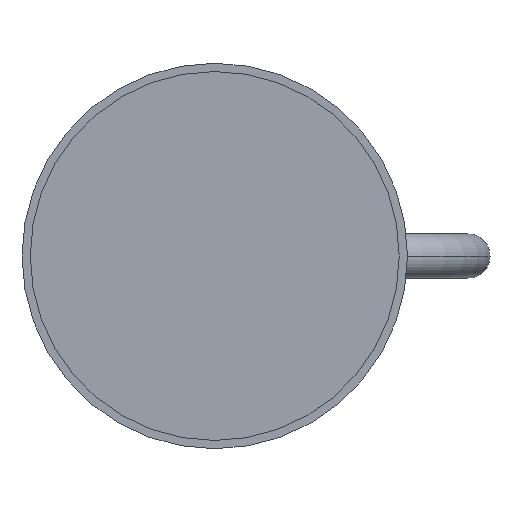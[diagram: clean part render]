
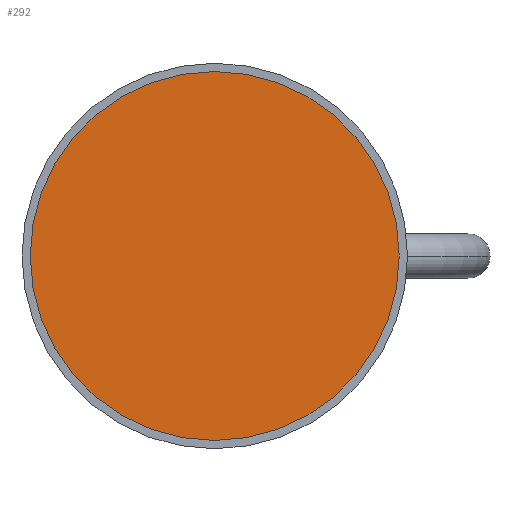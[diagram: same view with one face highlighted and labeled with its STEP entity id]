
A CAD part, left-side view. The second image highlights one B-rep face of the part: STEP entity #292.
In plain terms, the highlighted planar face has unit normal (-1, 0, 0).
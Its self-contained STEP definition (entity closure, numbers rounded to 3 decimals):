
#48 = CARTESIAN_POINT ( 'NONE',  ( -1.5, 0., 0. ) ) ;
#49 = DIRECTION ( 'NONE',  ( -1., 0., 0. ) ) ;
#50 = DIRECTION ( 'NONE',  ( 0., 0., -1. ) ) ;
#120 = CARTESIAN_POINT ( 'NONE',  ( -1.5, 0., 0. ) ) ;
#121 = DIRECTION ( 'NONE',  ( -1., 0., 0. ) ) ;
#122 = DIRECTION ( 'NONE',  ( 0., 0., -1. ) ) ;
#292 = ADVANCED_FACE ( 'NONE', ( #1362 ), #319, .F. ) ;
#317 = CARTESIAN_POINT ( 'NONE',  ( -1.5, 0., -16.5 ) ) ;
#319 = PLANE ( 'NONE',  #561 ) ;
#322 = DIRECTION ( 'NONE',  ( 1., 0., 0. ) ) ;
#323 = DIRECTION ( 'NONE',  ( 0., 0., -1. ) ) ;
#516 = AXIS2_PLACEMENT_3D ( 'NONE', #48, #49, #50 ) ;
#552 = EDGE_CURVE ( 'NONE', #1021, #1020, #1281, .T. ) ;
#561 = AXIS2_PLACEMENT_3D ( 'NONE', #317, #322, #323 ) ;
#605 = EDGE_CURVE ( 'NONE', #1020, #1021, #1406, .T. ) ;
#711 = AXIS2_PLACEMENT_3D ( 'NONE', #120, #121, #122 ) ;
#1020 = VERTEX_POINT ( 'NONE', #1596 ) ;
#1021 = VERTEX_POINT ( 'NONE', #1597 ) ;
#1243 = EDGE_LOOP ( 'NONE', ( #1432, #1477 ) ) ;
#1281 = CIRCLE ( 'NONE', #516, 33.5 ) ;
#1362 = FACE_OUTER_BOUND ( 'NONE', #1243, .T. ) ;
#1406 = CIRCLE ( 'NONE', #711, 33.5 ) ;
#1432 = ORIENTED_EDGE ( 'NONE', *, *, #552, .T. ) ;
#1477 = ORIENTED_EDGE ( 'NONE', *, *, #605, .T. ) ;
#1596 = CARTESIAN_POINT ( 'NONE',  ( -1.5, 0., 33.5 ) ) ;
#1597 = CARTESIAN_POINT ( 'NONE',  ( -1.5, 0., -33.5 ) ) ;
